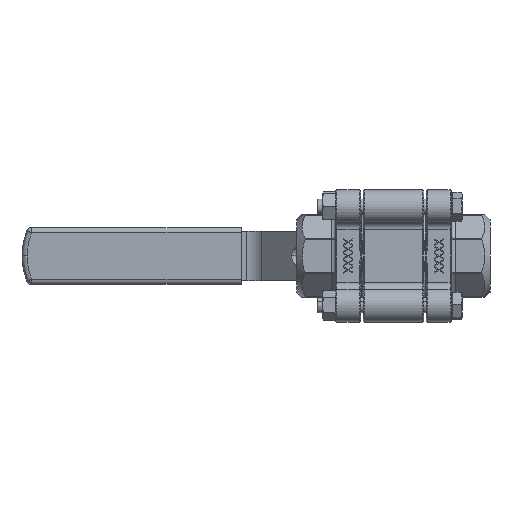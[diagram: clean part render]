
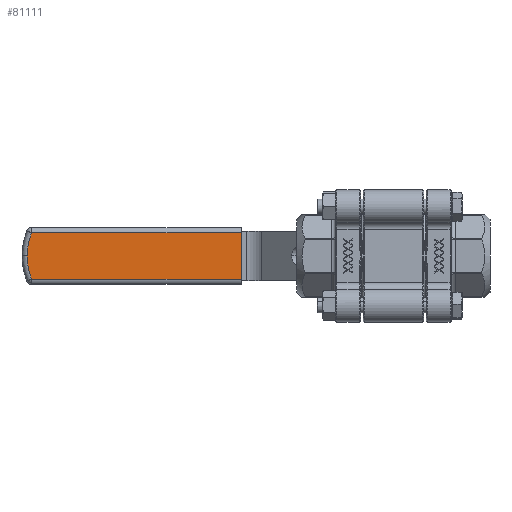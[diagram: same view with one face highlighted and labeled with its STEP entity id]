
A CAD part, front view. The second image highlights one B-rep face of the part: STEP entity #81111.
In plain terms, the highlighted planar face has unit normal (0, -1, 0).
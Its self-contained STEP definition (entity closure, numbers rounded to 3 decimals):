
#566 = CARTESIAN_POINT ( 'NONE',  ( -117.5, 74.7, 0. ) ) ;
#710 = DIRECTION ( 'NONE',  ( -1., 0., 0. ) ) ;
#828 = CARTESIAN_POINT ( 'NONE',  ( -117.5, 74.7, 0. ) ) ;
#4963 = VECTOR ( 'NONE', #81435, 1000. ) ;
#6915 = DIRECTION ( 'NONE',  ( -1., 0., 0. ) ) ;
#7189 = DIRECTION ( 'NONE',  ( -1., 0., 0. ) ) ;
#7568 = EDGE_CURVE ( 'NONE', #7985, #47456, #45835, .T. ) ;
#7985 = VERTEX_POINT ( 'NONE', #44451 ) ;
#8525 = ORIENTED_EDGE ( 'NONE', *, *, #7568, .T. ) ;
#9578 = FACE_OUTER_BOUND ( 'NONE', #15981, .T. ) ;
#12695 = EDGE_CURVE ( 'NONE', #29706, #19833, #71884, .T. ) ;
#13208 = CIRCLE ( 'NONE', #67888, 24.5 ) ;
#13436 = CARTESIAN_POINT ( 'NONE',  ( -141.609, 74.7, 9. ) ) ;
#15981 = EDGE_LOOP ( 'NONE', ( #77508, #67151, #8525, #17119, #37625 ) ) ;
#17119 = ORIENTED_EDGE ( 'NONE', *, *, #22652, .T. ) ;
#19833 = VERTEX_POINT ( 'NONE', #62082 ) ;
#22652 = EDGE_CURVE ( 'NONE', #47456, #78594, #13208, .T. ) ;
#26062 = AXIS2_PLACEMENT_3D ( 'NONE', #566, #44542, #6915 ) ;
#29706 = VERTEX_POINT ( 'NONE', #71974 ) ;
#29829 = CARTESIAN_POINT ( 'NONE',  ( -140.287, 74.7, -9. ) ) ;
#35880 = CARTESIAN_POINT ( 'NONE',  ( -59., 74.7, -9. ) ) ;
#37271 = AXIS2_PLACEMENT_3D ( 'NONE', #828, #44803, #7189 ) ;
#37625 = ORIENTED_EDGE ( 'NONE', *, *, #55131, .T. ) ;
#38400 = DIRECTION ( 'NONE',  ( 0., -1., 0. ) ) ;
#40509 = EDGE_CURVE ( 'NONE', #19833, #7985, #79924, .T. ) ;
#43386 = CARTESIAN_POINT ( 'NONE',  ( -59., 74.7, -11. ) ) ;
#44451 = CARTESIAN_POINT ( 'NONE',  ( -140.287, 74.7, 9. ) ) ;
#44542 = DIRECTION ( 'NONE',  ( 0., 1., 0. ) ) ;
#44771 = DIRECTION ( 'NONE',  ( -1., 0., 0. ) ) ;
#44803 = DIRECTION ( 'NONE',  ( 0., -1., 0. ) ) ;
#45835 = CIRCLE ( 'NONE', #37271, 24.5 ) ;
#47456 = VERTEX_POINT ( 'NONE', #56342 ) ;
#50607 = PLANE ( 'NONE',  #26062 ) ;
#54809 = DIRECTION ( 'NONE',  ( 1., 0., 0. ) ) ;
#55131 = EDGE_CURVE ( 'NONE', #78594, #29706, #81215, .T. ) ;
#56342 = CARTESIAN_POINT ( 'NONE',  ( -142., 74.7, 0. ) ) ;
#61165 = VECTOR ( 'NONE', #44771, 1000. ) ;
#62082 = CARTESIAN_POINT ( 'NONE',  ( -59., 74.7, 9. ) ) ;
#64417 = VECTOR ( 'NONE', #54809, 1000. ) ;
#67151 = ORIENTED_EDGE ( 'NONE', *, *, #40509, .T. ) ;
#67888 = AXIS2_PLACEMENT_3D ( 'NONE', #76112, #38400, #710 ) ;
#71884 = LINE ( 'NONE', #43386, #4963 ) ;
#71974 = CARTESIAN_POINT ( 'NONE',  ( -59., 74.7, -9. ) ) ;
#76112 = CARTESIAN_POINT ( 'NONE',  ( -117.5, 74.7, 0. ) ) ;
#77508 = ORIENTED_EDGE ( 'NONE', *, *, #12695, .T. ) ;
#78594 = VERTEX_POINT ( 'NONE', #29829 ) ;
#79924 = LINE ( 'NONE', #13436, #61165 ) ;
#81111 = ADVANCED_FACE ( 'NONE', ( #9578 ), #50607, .F. ) ;
#81215 = LINE ( 'NONE', #35880, #64417 ) ;
#81435 = DIRECTION ( 'NONE',  ( 0., 0., 1. ) ) ;
